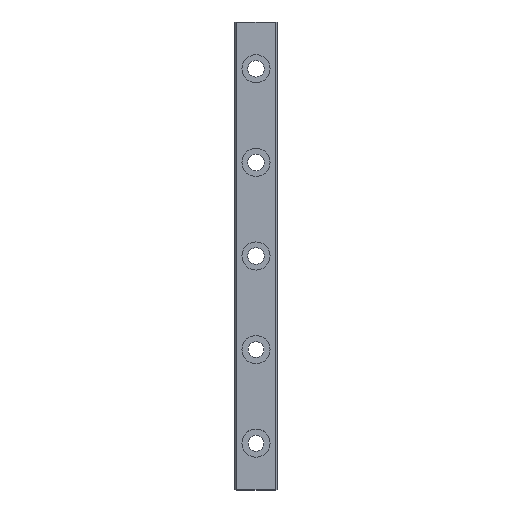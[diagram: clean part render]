
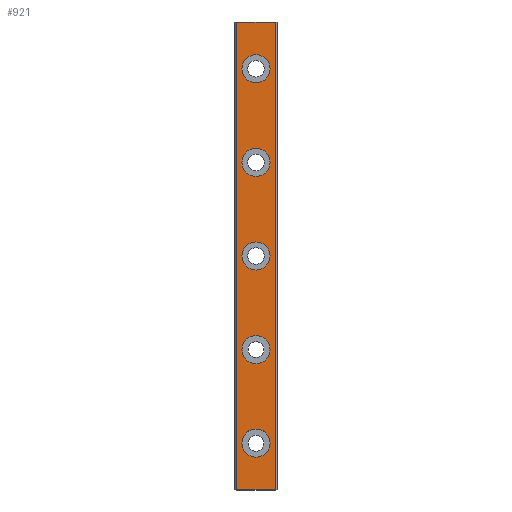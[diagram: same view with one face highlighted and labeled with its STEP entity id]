
A CAD part, top view. The second image highlights one B-rep face of the part: STEP entity #921.
In plain terms, the highlighted planar face has unit normal (0, 0, 1).
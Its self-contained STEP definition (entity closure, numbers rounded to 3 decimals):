
#7 = AXIS2_PLACEMENT_3D ( 'NONE', #3500, #2320, #601 ) ;
#49 = VERTEX_POINT ( 'NONE', #2747 ) ;
#59 = VERTEX_POINT ( 'NONE', #642 ) ;
#90 = EDGE_CURVE ( 'NONE', #1387, #2798, #1237, .T. ) ;
#118 = CIRCLE ( 'NONE', #1052, 3. ) ;
#127 = CARTESIAN_POINT ( 'NONE',  ( 0., -30., 6.5 ) ) ;
#159 = EDGE_CURVE ( 'NONE', #3684, #702, #118, .T. ) ;
#296 = ORIENTED_EDGE ( 'NONE', *, *, #3121, .F. ) ;
#297 = CARTESIAN_POINT ( 'NONE',  ( 0., 10., 6.5 ) ) ;
#355 = EDGE_CURVE ( 'NONE', #2785, #1029, #2407, .T. ) ;
#370 = CARTESIAN_POINT ( 'NONE',  ( 0., 10., 6.5 ) ) ;
#436 = AXIS2_PLACEMENT_3D ( 'NONE', #297, #2693, #1207 ) ;
#480 = CARTESIAN_POINT ( 'NONE',  ( -4.1, 60., 6.5 ) ) ;
#489 = VERTEX_POINT ( 'NONE', #1367 ) ;
#498 = VECTOR ( 'NONE', #685, 1000. ) ;
#506 = CIRCLE ( 'NONE', #7, 3. ) ;
#549 = DIRECTION ( 'NONE',  ( 0., 0., -1. ) ) ;
#601 = DIRECTION ( 'NONE',  ( 1., 0., 0. ) ) ;
#642 = CARTESIAN_POINT ( 'NONE',  ( -3., -10., 6.5 ) ) ;
#672 = CARTESIAN_POINT ( 'NONE',  ( -4.1, 60., 6.5 ) ) ;
#677 = ORIENTED_EDGE ( 'NONE', *, *, #2089, .T. ) ;
#685 = DIRECTION ( 'NONE',  ( 0., -1., 0. ) ) ;
#702 = VERTEX_POINT ( 'NONE', #1518 ) ;
#711 = EDGE_CURVE ( 'NONE', #2798, #1029, #2495, .T. ) ;
#717 = EDGE_CURVE ( 'NONE', #1663, #2730, #1860, .T. ) ;
#740 = EDGE_LOOP ( 'NONE', ( #2468, #1152 ) ) ;
#773 = CIRCLE ( 'NONE', #3428, 3. ) ;
#782 = DIRECTION ( 'NONE',  ( -1., 0., 0. ) ) ;
#785 = CARTESIAN_POINT ( 'NONE',  ( 0., 50., 6.5 ) ) ;
#817 = AXIS2_PLACEMENT_3D ( 'NONE', #370, #1267, #1520 ) ;
#865 = EDGE_LOOP ( 'NONE', ( #2128, #296 ) ) ;
#921 = ADVANCED_FACE ( 'NONE', ( #2613, #1435, #3812, #3195, #2323, #1161 ), #2646, .T. ) ;
#1002 = DIRECTION ( 'NONE',  ( 0., 0., 1. ) ) ;
#1029 = VERTEX_POINT ( 'NONE', #1256 ) ;
#1052 = AXIS2_PLACEMENT_3D ( 'NONE', #127, #1002, #2839 ) ;
#1070 = CIRCLE ( 'NONE', #3292, 3. ) ;
#1094 = CARTESIAN_POINT ( 'NONE',  ( 0., 30., 6.5 ) ) ;
#1127 = EDGE_LOOP ( 'NONE', ( #1967, #3698 ) ) ;
#1128 = CIRCLE ( 'NONE', #817, 3. ) ;
#1152 = ORIENTED_EDGE ( 'NONE', *, *, #1661, .T. ) ;
#1161 = FACE_OUTER_BOUND ( 'NONE', #2015, .T. ) ;
#1175 = CARTESIAN_POINT ( 'NONE',  ( 4.1, 60., 6.5 ) ) ;
#1178 = VECTOR ( 'NONE', #1789, 1000. ) ;
#1207 = DIRECTION ( 'NONE',  ( 1., 0., 0. ) ) ;
#1237 = LINE ( 'NONE', #1276, #3829 ) ;
#1256 = CARTESIAN_POINT ( 'NONE',  ( -4.1, -40., 6.5 ) ) ;
#1267 = DIRECTION ( 'NONE',  ( 0., 0., -1. ) ) ;
#1276 = CARTESIAN_POINT ( 'NONE',  ( 4.1, 60., 6.5 ) ) ;
#1282 = EDGE_CURVE ( 'NONE', #489, #59, #506, .T. ) ;
#1293 = CARTESIAN_POINT ( 'NONE',  ( 0., -30., 6.5 ) ) ;
#1367 = CARTESIAN_POINT ( 'NONE',  ( 3., -10., 6.5 ) ) ;
#1383 = CARTESIAN_POINT ( 'NONE',  ( -3., -30., 6.5 ) ) ;
#1387 = VERTEX_POINT ( 'NONE', #1175 ) ;
#1435 = FACE_BOUND ( 'NONE', #2869, .T. ) ;
#1518 = CARTESIAN_POINT ( 'NONE',  ( 3., -30., 6.5 ) ) ;
#1519 = ORIENTED_EDGE ( 'NONE', *, *, #2530, .F. ) ;
#1520 = DIRECTION ( 'NONE',  ( 1., 0., 0. ) ) ;
#1528 = VERTEX_POINT ( 'NONE', #3306 ) ;
#1643 = ORIENTED_EDGE ( 'NONE', *, *, #3129, .T. ) ;
#1661 = EDGE_CURVE ( 'NONE', #2388, #3270, #3654, .T. ) ;
#1663 = VERTEX_POINT ( 'NONE', #1910 ) ;
#1672 = DIRECTION ( 'NONE',  ( 0., 0., -1. ) ) ;
#1695 = CARTESIAN_POINT ( 'NONE',  ( 0., 30., 6.5 ) ) ;
#1715 = DIRECTION ( 'NONE',  ( 1., 0., 0. ) ) ;
#1744 = CARTESIAN_POINT ( 'NONE',  ( 0., 60., 6.5 ) ) ;
#1749 = CIRCLE ( 'NONE', #2177, 3. ) ;
#1789 = DIRECTION ( 'NONE',  ( -1., 0., 0. ) ) ;
#1805 = CARTESIAN_POINT ( 'NONE',  ( -3., 50., 6.5 ) ) ;
#1860 = CIRCLE ( 'NONE', #436, 3. ) ;
#1881 = DIRECTION ( 'NONE',  ( 0., -1., 0. ) ) ;
#1910 = CARTESIAN_POINT ( 'NONE',  ( 3., 10., 6.5 ) ) ;
#1918 = EDGE_CURVE ( 'NONE', #2730, #1663, #1128, .T. ) ;
#1928 = LINE ( 'NONE', #2230, #2799 ) ;
#1959 = CARTESIAN_POINT ( 'NONE',  ( 4.1, -40., 6.5 ) ) ;
#1967 = ORIENTED_EDGE ( 'NONE', *, *, #717, .T. ) ;
#1984 = DIRECTION ( 'NONE',  ( 1., 0., 0. ) ) ;
#1998 = CIRCLE ( 'NONE', #2857, 3. ) ;
#2015 = EDGE_LOOP ( 'NONE', ( #2805, #3351, #2635, #1643 ) ) ;
#2024 = CARTESIAN_POINT ( 'NONE',  ( 3., 50., 6.5 ) ) ;
#2089 = EDGE_CURVE ( 'NONE', #1528, #49, #1749, .T. ) ;
#2128 = ORIENTED_EDGE ( 'NONE', *, *, #1282, .F. ) ;
#2155 = EDGE_CURVE ( 'NONE', #49, #1528, #1998, .T. ) ;
#2177 = AXIS2_PLACEMENT_3D ( 'NONE', #1094, #1672, #1984 ) ;
#2188 = DIRECTION ( 'NONE',  ( 1., 0., 0. ) ) ;
#2230 = CARTESIAN_POINT ( 'NONE',  ( 4.1, 60., 6.5 ) ) ;
#2247 = AXIS2_PLACEMENT_3D ( 'NONE', #3061, #2502, #2786 ) ;
#2320 = DIRECTION ( 'NONE',  ( 0., 0., 1. ) ) ;
#2323 = FACE_BOUND ( 'NONE', #740, .T. ) ;
#2381 = DIRECTION ( 'NONE',  ( 1., 0., 0. ) ) ;
#2388 = VERTEX_POINT ( 'NONE', #1805 ) ;
#2407 = LINE ( 'NONE', #672, #498 ) ;
#2468 = ORIENTED_EDGE ( 'NONE', *, *, #3568, .T. ) ;
#2471 = DIRECTION ( 'NONE',  ( 0., 0., 1. ) ) ;
#2475 = AXIS2_PLACEMENT_3D ( 'NONE', #785, #3378, #2814 ) ;
#2495 = LINE ( 'NONE', #2947, #1178 ) ;
#2497 = DIRECTION ( 'NONE',  ( 0., 0., -1. ) ) ;
#2502 = DIRECTION ( 'NONE',  ( 0., 0., 1. ) ) ;
#2504 = EDGE_LOOP ( 'NONE', ( #3419, #677 ) ) ;
#2516 = CARTESIAN_POINT ( 'NONE',  ( 0., 50., 6.5 ) ) ;
#2530 = EDGE_CURVE ( 'NONE', #702, #3684, #1070, .T. ) ;
#2613 = FACE_BOUND ( 'NONE', #865, .T. ) ;
#2635 = ORIENTED_EDGE ( 'NONE', *, *, #90, .F. ) ;
#2646 = PLANE ( 'NONE',  #2725 ) ;
#2665 = DIRECTION ( 'NONE',  ( 0., 0., 1. ) ) ;
#2693 = DIRECTION ( 'NONE',  ( 0., 0., -1. ) ) ;
#2725 = AXIS2_PLACEMENT_3D ( 'NONE', #1744, #2665, #2381 ) ;
#2730 = VERTEX_POINT ( 'NONE', #3457 ) ;
#2747 = CARTESIAN_POINT ( 'NONE',  ( 3., 30., 6.5 ) ) ;
#2785 = VERTEX_POINT ( 'NONE', #480 ) ;
#2786 = DIRECTION ( 'NONE',  ( 1., 0., 0. ) ) ;
#2798 = VERTEX_POINT ( 'NONE', #1959 ) ;
#2799 = VECTOR ( 'NONE', #782, 1000. ) ;
#2805 = ORIENTED_EDGE ( 'NONE', *, *, #355, .T. ) ;
#2814 = DIRECTION ( 'NONE',  ( 1., 0., 0. ) ) ;
#2839 = DIRECTION ( 'NONE',  ( 1., 0., 0. ) ) ;
#2857 = AXIS2_PLACEMENT_3D ( 'NONE', #1695, #549, #1715 ) ;
#2869 = EDGE_LOOP ( 'NONE', ( #1519, #3612 ) ) ;
#2947 = CARTESIAN_POINT ( 'NONE',  ( 4.1, -40., 6.5 ) ) ;
#3061 = CARTESIAN_POINT ( 'NONE',  ( 0., -10., 6.5 ) ) ;
#3121 = EDGE_CURVE ( 'NONE', #59, #489, #3545, .T. ) ;
#3129 = EDGE_CURVE ( 'NONE', #1387, #2785, #1928, .T. ) ;
#3195 = FACE_BOUND ( 'NONE', #2504, .T. ) ;
#3270 = VERTEX_POINT ( 'NONE', #2024 ) ;
#3292 = AXIS2_PLACEMENT_3D ( 'NONE', #1293, #2471, #3371 ) ;
#3306 = CARTESIAN_POINT ( 'NONE',  ( -3., 30., 6.5 ) ) ;
#3351 = ORIENTED_EDGE ( 'NONE', *, *, #711, .F. ) ;
#3371 = DIRECTION ( 'NONE',  ( 1., 0., 0. ) ) ;
#3378 = DIRECTION ( 'NONE',  ( 0., 0., -1. ) ) ;
#3419 = ORIENTED_EDGE ( 'NONE', *, *, #2155, .T. ) ;
#3428 = AXIS2_PLACEMENT_3D ( 'NONE', #2516, #2497, #2188 ) ;
#3457 = CARTESIAN_POINT ( 'NONE',  ( -3., 10., 6.5 ) ) ;
#3500 = CARTESIAN_POINT ( 'NONE',  ( 0., -10., 6.5 ) ) ;
#3545 = CIRCLE ( 'NONE', #2247, 3. ) ;
#3568 = EDGE_CURVE ( 'NONE', #3270, #2388, #773, .T. ) ;
#3612 = ORIENTED_EDGE ( 'NONE', *, *, #159, .F. ) ;
#3654 = CIRCLE ( 'NONE', #2475, 3. ) ;
#3684 = VERTEX_POINT ( 'NONE', #1383 ) ;
#3698 = ORIENTED_EDGE ( 'NONE', *, *, #1918, .T. ) ;
#3812 = FACE_BOUND ( 'NONE', #1127, .T. ) ;
#3829 = VECTOR ( 'NONE', #1881, 1000. ) ;
